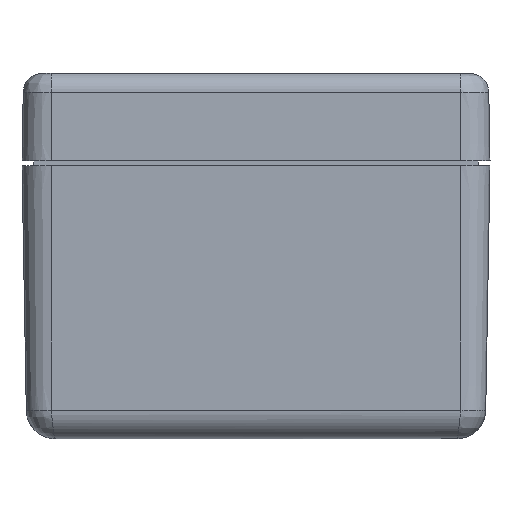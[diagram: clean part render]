
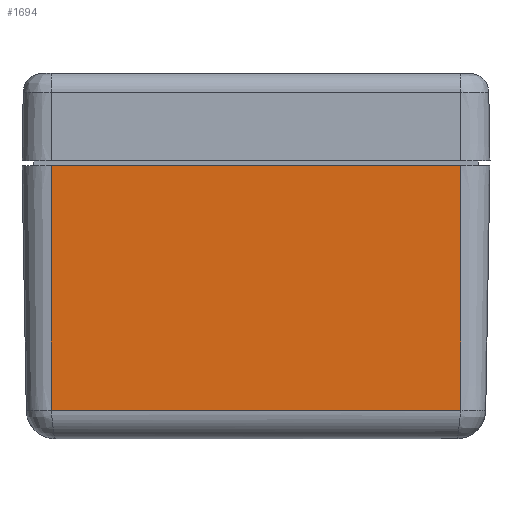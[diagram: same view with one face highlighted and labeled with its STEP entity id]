
A CAD part, front view. The second image highlights one B-rep face of the part: STEP entity #1694.
In plain terms, the highlighted planar face has unit normal (0, -1, -0.018).
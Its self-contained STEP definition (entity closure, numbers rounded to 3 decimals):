
#508 = EDGE_LOOP ( 'NONE', ( #1467, #1468, #1469, #1470 ) ) ;
#1467 = ORIENTED_EDGE ( 'NONE', *, *, #1680, .T. ) ;
#1468 = ORIENTED_EDGE ( 'NONE', *, *, #1670, .T. ) ;
#1469 = ORIENTED_EDGE ( 'NONE', *, *, #1690, .F. ) ;
#1470 = ORIENTED_EDGE ( 'NONE', *, *, #1671, .T. ) ;
#1670 = EDGE_CURVE ( 'NONE', #3093, #3095, #5699, .T. ) ;
#1671 = EDGE_CURVE ( 'NONE', #3098, #3096, #5702, .T. ) ;
#1680 = EDGE_CURVE ( 'NONE', #3096, #3093, #5743, .T. ) ;
#1690 = EDGE_CURVE ( 'NONE', #3098, #3095, #5794, .T. ) ;
#1694 = ADVANCED_FACE ( 'NONE', ( #5170 ), #5899, .T. ) ;
#3093 = VERTEX_POINT ( 'NONE', #8546 ) ;
#3095 = VERTEX_POINT ( 'NONE', #8548 ) ;
#3096 = VERTEX_POINT ( 'NONE', #8549 ) ;
#3098 = VERTEX_POINT ( 'NONE', #8551 ) ;
#5160 = VECTOR ( 'NONE', #5701, 1000. ) ;
#5161 = VECTOR ( 'NONE', #5704, 1000. ) ;
#5168 = VECTOR ( 'NONE', #5745, 1000. ) ;
#5170 = FACE_OUTER_BOUND ( 'NONE', #508, .T. ) ;
#5177 = VECTOR ( 'NONE', #5796, 1000. ) ;
#5181 = AXIS2_PLACEMENT_3D ( 'NONE', #5900, #5901, #5902 ) ;
#5699 = LINE ( 'NONE', #5700, #5160 ) ;
#5700 = CARTESIAN_POINT ( 'NONE',  ( 18782.542, 18413.855, 13.763 ) ) ;
#5701 = DIRECTION ( 'NONE',  ( 0., 0.017, -1. ) ) ;
#5702 = LINE ( 'NONE', #5703, #5161 ) ;
#5703 = CARTESIAN_POINT ( 'NONE',  ( 18824.542, 18413.855, 13.763 ) ) ;
#5704 = DIRECTION ( 'NONE',  ( 0., -0.017, 1. ) ) ;
#5743 = LINE ( 'NONE', #5744, #5168 ) ;
#5744 = CARTESIAN_POINT ( 'NONE',  ( 18782.542, 18413.855, 13.763 ) ) ;
#5745 = DIRECTION ( 'NONE',  ( -1., 0., 0. ) ) ;
#5794 = LINE ( 'NONE', #5795, #5177 ) ;
#5795 = CARTESIAN_POINT ( 'NONE',  ( 18793.042, 18414.292, -11.29 ) ) ;
#5796 = DIRECTION ( 'NONE',  ( -1., 0., 0. ) ) ;
#5899 = PLANE ( 'NONE',  #5181 ) ;
#5900 = CARTESIAN_POINT ( 'NONE',  ( 18782.542, 18413.855, 13.763 ) ) ;
#5901 = DIRECTION ( 'NONE',  ( 0., -1., -0.017 ) ) ;
#5902 = DIRECTION ( 'NONE',  ( 0., 0.017, -1. ) ) ;
#8546 = CARTESIAN_POINT ( 'NONE',  ( 18782.542, 18413.855, 13.763 ) ) ;
#8548 = CARTESIAN_POINT ( 'NONE',  ( 18782.542, 18414.292, -11.29 ) ) ;
#8549 = CARTESIAN_POINT ( 'NONE',  ( 18824.542, 18413.855, 13.763 ) ) ;
#8551 = CARTESIAN_POINT ( 'NONE',  ( 18824.542, 18414.292, -11.29 ) ) ;
